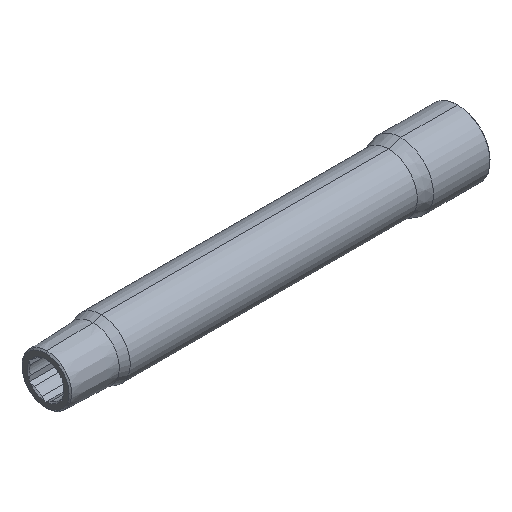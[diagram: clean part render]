
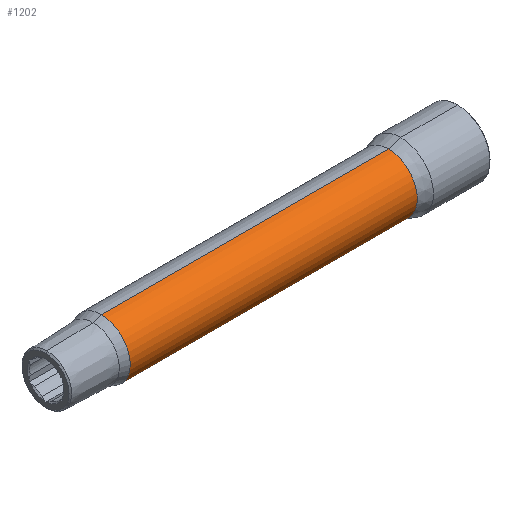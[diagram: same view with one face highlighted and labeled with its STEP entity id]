
A CAD part, isometric view. The second image highlights one B-rep face of the part: STEP entity #1202.
In plain terms, the highlighted cylindrical face has radius 7 mm (diameter 14 mm), a partial arc.
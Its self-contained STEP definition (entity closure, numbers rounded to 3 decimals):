
#83 = DIRECTION ( 'NONE',  ( 0., 0., 1. ) ) ;
#86 = DIRECTION ( 'NONE',  ( -1., 0., 0. ) ) ;
#87 = CARTESIAN_POINT ( 'NONE',  ( -86.5, 0., 0. ) ) ;
#218 = DIRECTION ( 'NONE',  ( -1., 0., 0. ) ) ;
#219 = DIRECTION ( 'NONE',  ( 0., 0., 1. ) ) ;
#230 = CARTESIAN_POINT ( 'NONE',  ( -17., 0., 0. ) ) ;
#319 = VECTOR ( 'NONE', #1468, 1000. ) ;
#380 = AXIS2_PLACEMENT_3D ( 'NONE', #739, #740, #752 ) ;
#555 = VERTEX_POINT ( 'NONE', #617 ) ;
#558 = VERTEX_POINT ( 'NONE', #607 ) ;
#568 = VERTEX_POINT ( 'NONE', #646 ) ;
#570 = VERTEX_POINT ( 'NONE', #693 ) ;
#607 = CARTESIAN_POINT ( 'NONE',  ( -86.5, 0., -7. ) ) ;
#617 = CARTESIAN_POINT ( 'NONE',  ( -17., 0., -7. ) ) ;
#646 = CARTESIAN_POINT ( 'NONE',  ( -86.5, 0., 7. ) ) ;
#693 = CARTESIAN_POINT ( 'NONE',  ( -17., 0., 7. ) ) ;
#738 = CYLINDRICAL_SURFACE ( 'NONE', #380, 7. ) ;
#739 = CARTESIAN_POINT ( 'NONE',  ( -103.476, 0., 0. ) ) ;
#740 = DIRECTION ( 'NONE',  ( -1., 0., 0. ) ) ;
#752 = DIRECTION ( 'NONE',  ( 0., 0., 1. ) ) ;
#765 = FACE_OUTER_BOUND ( 'NONE', #1000, .T. ) ;
#888 = ORIENTED_EDGE ( 'NONE', *, *, #1330, .T. ) ;
#1000 = EDGE_LOOP ( 'NONE', ( #1097, #888, #1087, #1096 ) ) ;
#1087 = ORIENTED_EDGE ( 'NONE', *, *, #1282, .T. ) ;
#1096 = ORIENTED_EDGE ( 'NONE', *, *, #1299, .F. ) ;
#1097 = ORIENTED_EDGE ( 'NONE', *, *, #1276, .F. ) ;
#1202 = ADVANCED_FACE ( 'NONE', ( #765 ), #738, .T. ) ;
#1276 = EDGE_CURVE ( 'NONE', #555, #558, #1564, .T. ) ;
#1282 = EDGE_CURVE ( 'NONE', #570, #568, #1457, .T. ) ;
#1299 = EDGE_CURVE ( 'NONE', #558, #568, #1366, .T. ) ;
#1330 = EDGE_CURVE ( 'NONE', #555, #570, #1403, .T. ) ;
#1354 = VECTOR ( 'NONE', #1464, 1000. ) ;
#1366 = CIRCLE ( 'NONE', #1369, 7. ) ;
#1369 = AXIS2_PLACEMENT_3D ( 'NONE', #87, #86, #83 ) ;
#1403 = CIRCLE ( 'NONE', #1405, 7. ) ;
#1405 = AXIS2_PLACEMENT_3D ( 'NONE', #230, #218, #219 ) ;
#1457 = LINE ( 'NONE', #1481, #1354 ) ;
#1464 = DIRECTION ( 'NONE',  ( -1., 0., 0. ) ) ;
#1468 = DIRECTION ( 'NONE',  ( -1., 0., 0. ) ) ;
#1481 = CARTESIAN_POINT ( 'NONE',  ( -103.476, 0., 7. ) ) ;
#1549 = CARTESIAN_POINT ( 'NONE',  ( -103.476, 0., -7. ) ) ;
#1564 = LINE ( 'NONE', #1549, #319 ) ;
